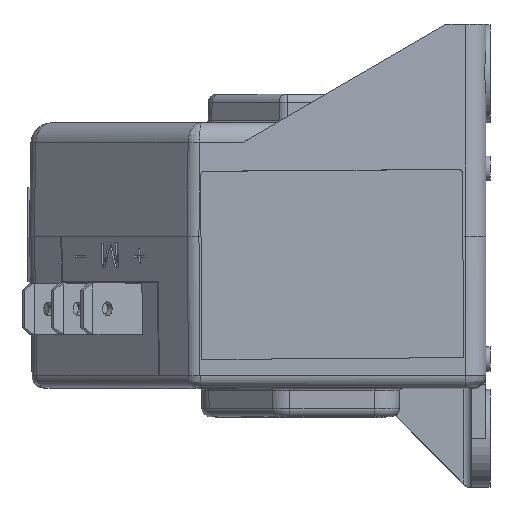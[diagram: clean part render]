
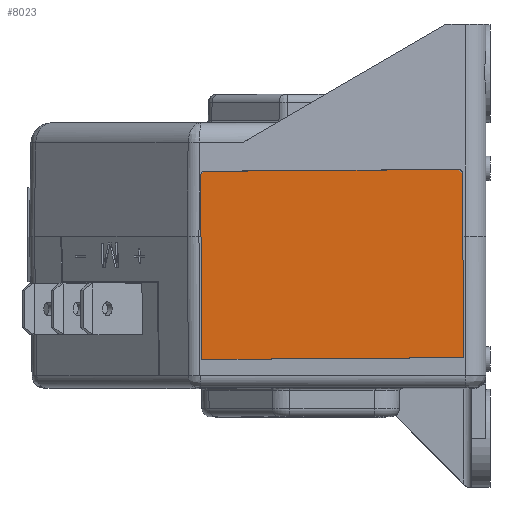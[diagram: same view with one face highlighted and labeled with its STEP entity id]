
A CAD part, top view. The second image highlights one B-rep face of the part: STEP entity #8023.
In plain terms, the highlighted planar face has unit normal (0, -0.018, 1).
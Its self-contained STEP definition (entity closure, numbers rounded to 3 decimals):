
#8023=ADVANCED_FACE('',(#9637),#8671,.T.);
#8671=PLANE('',#30739);
#9637=FACE_OUTER_BOUND('',#10810,.T.);
#10810=EDGE_LOOP('',(#16234,#16235,#16236,#16237,#16238,#16239));
#16234=ORIENTED_EDGE('',*,*,#20614,.T.);
#16235=ORIENTED_EDGE('',*,*,#20624,.F.);
#16236=ORIENTED_EDGE('',*,*,#20617,.T.);
#16237=ORIENTED_EDGE('',*,*,#20620,.T.);
#16238=ORIENTED_EDGE('',*,*,#20622,.T.);
#16239=ORIENTED_EDGE('',*,*,#20623,.T.);
#17973=VERTEX_POINT('',#46331);
#17974=VERTEX_POINT('',#46333);
#17975=VERTEX_POINT('',#46337);
#17976=VERTEX_POINT('',#46339);
#17977=VERTEX_POINT('',#46343);
#17978=VERTEX_POINT('',#46347);
#20614=EDGE_CURVE('',#17974,#17973,#25018,.T.);
#20617=EDGE_CURVE('',#17976,#17975,#25021,.T.);
#20620=EDGE_CURVE('',#17975,#17977,#21423,.T.);
#20622=EDGE_CURVE('',#17977,#17978,#25025,.T.);
#20623=EDGE_CURVE('',#17978,#17974,#21424,.T.);
#20624=EDGE_CURVE('',#17976,#17973,#25026,.T.);
#21423=CIRCLE('',#30734,0.5);
#21424=CIRCLE('',#30737,0.5);
#25018=LINE('',#46332,#27321);
#25021=LINE('',#46338,#27324);
#25025=LINE('',#46348,#27328);
#25026=LINE('',#46352,#27329);
#27321=VECTOR('',#35708,1.);
#27324=VECTOR('',#35713,1.);
#27328=VECTOR('',#35723,1.);
#27329=VECTOR('',#35730,1.);
#30734=AXIS2_PLACEMENT_3D('',#46344,#35718,#35719);
#30737=AXIS2_PLACEMENT_3D('',#46350,#35726,#35727);
#30739=AXIS2_PLACEMENT_3D('',#46353,#35731,#35732);
#35708=DIRECTION('',(0.007,-1.,-0.017));
#35713=DIRECTION('',(-0.007,1.,0.017));
#35718=DIRECTION('',(0.,-0.017,1.));
#35719=DIRECTION('',(1.,0.007,0.));
#35723=DIRECTION('',(-1.,-0.007,0.));
#35726=DIRECTION('',(0.,-0.017,1.));
#35727=DIRECTION('',(1.,0.007,0.));
#35730=DIRECTION('',(-1.,-0.007,0.));
#35731=DIRECTION('',(0.,-0.017,1.));
#35732=DIRECTION('',(0.007,-1.,-0.017));
#46331=CARTESIAN_POINT('',(-12.063,7.043,32.787));
#46332=CARTESIAN_POINT('',(-12.225,29.539,33.18));
#46333=CARTESIAN_POINT('',(-12.225,29.539,33.18));
#46337=CARTESIAN_POINT('',(19.774,29.77,33.184));
#46338=CARTESIAN_POINT('',(19.875,15.773,32.94));
#46339=CARTESIAN_POINT('',(19.936,7.274,32.791));
#46343=CARTESIAN_POINT('',(19.27,30.267,33.193));
#46344=CARTESIAN_POINT('',(19.274,29.767,33.184));
#46347=CARTESIAN_POINT('',(-11.729,30.043,33.189));
#46348=CARTESIAN_POINT('',(19.27,30.267,33.193));
#46350=CARTESIAN_POINT('',(-11.725,29.543,33.18));
#46352=CARTESIAN_POINT('',(19.936,7.274,32.791));
#46353=CARTESIAN_POINT('',(19.274,29.767,33.184));
